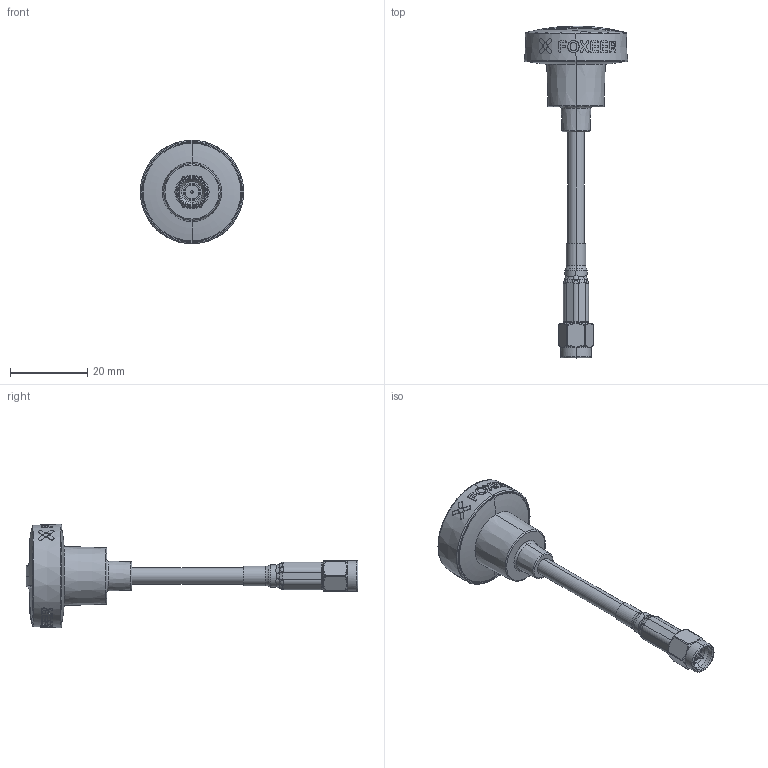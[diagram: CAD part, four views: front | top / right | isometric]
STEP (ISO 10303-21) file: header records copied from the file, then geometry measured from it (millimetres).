
FILE_DESCRIPTION (( 'STEP AP203' ), '1' );
FILE_NAME ('FOXEER_Pagoda_PRO.STEP', '2018-02-21T21:43:59', ( '' ), ( '' ), 'SwSTEP 2.0', 'SolidWorks 2016', '' );
FILE_SCHEMA (( 'CONFIG_CONTROL_DESIGN' ));
Length unit declared in the file: centimetre
Products named in the file (1): FOXEER_Pagoda_PRO
Bounding box: 26.77 x 85.98 x 26.81 mm (x, y, z)
Volume: 8375.1 mm3; surface area: 3752.2 mm2
Topology: 2 solids, 2 shells, 550 faces, 1390 edges, 848 vertices
Faces by surface type: bspline 302, plane 90, cylinder 53, cone 41, torus 39, sphere 25
Entity records: 23777 total; most frequent: CARTESIAN_POINT 12583, ORIENTED_EDGE 2728, DIRECTION 1654, EDGE_CURVE 1364, VERTEX_POINT 848, AXIS2_PLACEMENT_3D 657, B_SPLINE_CURVE_WITH_KNOTS 616, EDGE_LOOP 580
